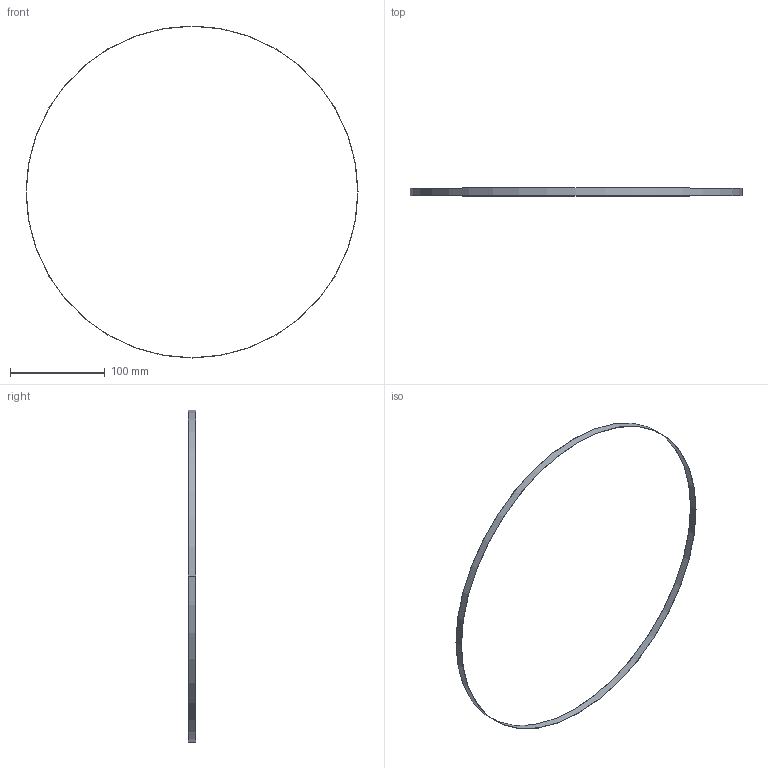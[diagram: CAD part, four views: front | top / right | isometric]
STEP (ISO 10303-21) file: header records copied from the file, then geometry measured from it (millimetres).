
FILE_DESCRIPTION((''),'2;1');
FILE_NAME('1343749-01-Z01','2021-06-14T15:01:59',('AT10150'),(''),'CREO PARAMETRIC BY PTC INC, 2019164','CREO PARAMETRIC BY PTC INC, 2019164','');
FILE_SCHEMA(('AUTOMOTIVE_DESIGN { 1 0 10303 214 1 1 1 1 }'));
Length unit declared in the file: millimetre
Products named in the file (1): 1343749-01-Z01
Bounding box: 350.23 x 8 x 350.23 mm (x, y, z)
Volume: 2199 mm3; surface area: 18141.7 mm2
Topology: 1 solids, 1 shells, 6 faces, 20 edges, 16 vertices
Faces by surface type: cylinder 4, plane 2
Entity records: 388 total; most frequent: DIRECTION 48, CARTESIAN_POINT 37, COLOUR_RGB 35, ORIENTED_EDGE 24, AXIS2_PLACEMENT_3D 21, PRESENTATION_STYLE_ASSIGNMENT 21, STYLED_ITEM 21, CURVE_STYLE 20
